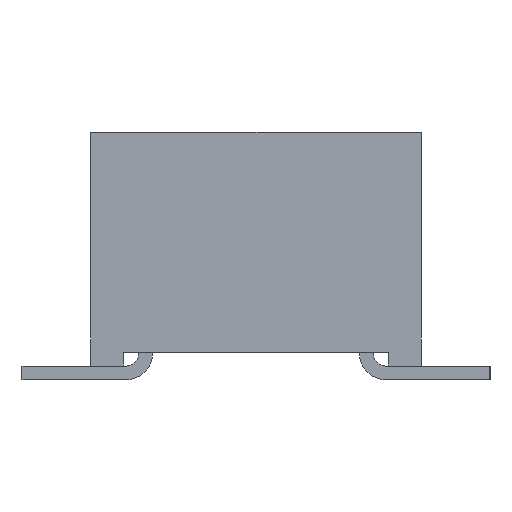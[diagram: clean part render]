
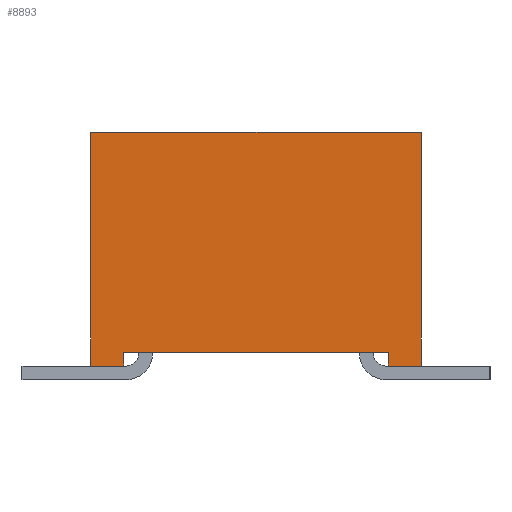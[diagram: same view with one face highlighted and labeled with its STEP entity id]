
A CAD part, left-side view. The second image highlights one B-rep face of the part: STEP entity #8893.
In plain terms, the highlighted planar face has unit normal (-1, 0, 0).
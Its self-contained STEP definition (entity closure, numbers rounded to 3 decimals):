
#8893 = ADVANCED_FACE('',(#8894),#8960,.F.);
#8894 = FACE_BOUND('',#8895,.T.);
#8895 = EDGE_LOOP('',(#8896,#8906,#8914,#8922,#8930,#8938,#8946,#8954));
#8896 = ORIENTED_EDGE('',*,*,#8897,.T.);
#8897 = EDGE_CURVE('',#8898,#8900,#8902,.T.);
#8898 = VERTEX_POINT('',#8899);
#8899 = CARTESIAN_POINT('',(-21.171,-1.219,0.277));
#8900 = VERTEX_POINT('',#8901);
#8901 = CARTESIAN_POINT('',(-21.171,-1.219,0.15));
#8902 = LINE('',#8903,#8904);
#8903 = CARTESIAN_POINT('',(-21.171,-1.219,0.277));
#8904 = VECTOR('',#8905,1.);
#8905 = DIRECTION('',(0.,0.,-1.));
#8906 = ORIENTED_EDGE('',*,*,#8907,.T.);
#8907 = EDGE_CURVE('',#8900,#8908,#8910,.T.);
#8908 = VERTEX_POINT('',#8909);
#8909 = CARTESIAN_POINT('',(-21.171,-1.524,0.15));
#8910 = LINE('',#8911,#8912);
#8911 = CARTESIAN_POINT('',(-21.171,1.524,0.15));
#8912 = VECTOR('',#8913,1.);
#8913 = DIRECTION('',(0.,-1.,0.));
#8914 = ORIENTED_EDGE('',*,*,#8915,.F.);
#8915 = EDGE_CURVE('',#8916,#8908,#8918,.T.);
#8916 = VERTEX_POINT('',#8917);
#8917 = CARTESIAN_POINT('',(-21.171,-1.524,2.309));
#8918 = LINE('',#8919,#8920);
#8919 = CARTESIAN_POINT('',(-21.171,-1.524,2.309));
#8920 = VECTOR('',#8921,1.);
#8921 = DIRECTION('',(0.,0.,-1.));
#8922 = ORIENTED_EDGE('',*,*,#8923,.F.);
#8923 = EDGE_CURVE('',#8924,#8916,#8926,.T.);
#8924 = VERTEX_POINT('',#8925);
#8925 = CARTESIAN_POINT('',(-21.171,1.524,2.309));
#8926 = LINE('',#8927,#8928);
#8927 = CARTESIAN_POINT('',(-21.171,1.524,2.309));
#8928 = VECTOR('',#8929,1.);
#8929 = DIRECTION('',(0.,-1.,0.));
#8930 = ORIENTED_EDGE('',*,*,#8931,.T.);
#8931 = EDGE_CURVE('',#8924,#8932,#8934,.T.);
#8932 = VERTEX_POINT('',#8933);
#8933 = CARTESIAN_POINT('',(-21.171,1.524,0.15));
#8934 = LINE('',#8935,#8936);
#8935 = CARTESIAN_POINT('',(-21.171,1.524,2.309));
#8936 = VECTOR('',#8937,1.);
#8937 = DIRECTION('',(0.,0.,-1.));
#8938 = ORIENTED_EDGE('',*,*,#8939,.T.);
#8939 = EDGE_CURVE('',#8932,#8940,#8942,.T.);
#8940 = VERTEX_POINT('',#8941);
#8941 = CARTESIAN_POINT('',(-21.171,1.219,0.15));
#8942 = LINE('',#8943,#8944);
#8943 = CARTESIAN_POINT('',(-21.171,1.524,0.15));
#8944 = VECTOR('',#8945,1.);
#8945 = DIRECTION('',(0.,-1.,0.));
#8946 = ORIENTED_EDGE('',*,*,#8947,.T.);
#8947 = EDGE_CURVE('',#8940,#8948,#8950,.T.);
#8948 = VERTEX_POINT('',#8949);
#8949 = CARTESIAN_POINT('',(-21.171,1.219,0.277));
#8950 = LINE('',#8951,#8952);
#8951 = CARTESIAN_POINT('',(-21.171,1.219,0.023));
#8952 = VECTOR('',#8953,1.);
#8953 = DIRECTION('',(0.,0.,1.));
#8954 = ORIENTED_EDGE('',*,*,#8955,.T.);
#8955 = EDGE_CURVE('',#8948,#8898,#8956,.T.);
#8956 = LINE('',#8957,#8958);
#8957 = CARTESIAN_POINT('',(-21.171,1.219,0.277));
#8958 = VECTOR('',#8959,1.);
#8959 = DIRECTION('',(0.,-1.,0.));
#8960 = PLANE('',#8961);
#8961 = AXIS2_PLACEMENT_3D('',#8962,#8963,#8964);
#8962 = CARTESIAN_POINT('',(-21.171,1.524,2.309));
#8963 = DIRECTION('',(1.,0.,0.));
#8964 = DIRECTION('',(0.,1.,0.));
